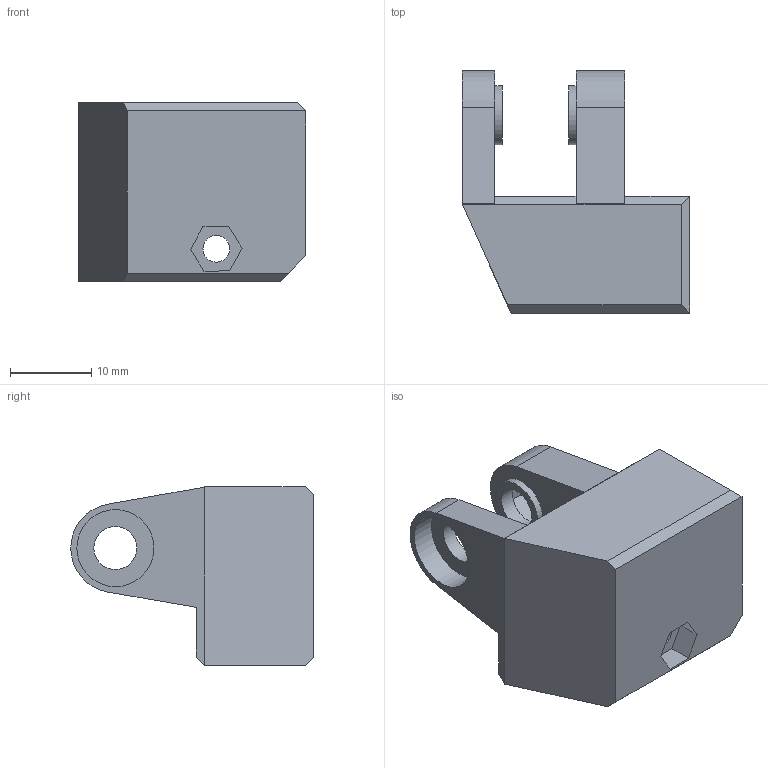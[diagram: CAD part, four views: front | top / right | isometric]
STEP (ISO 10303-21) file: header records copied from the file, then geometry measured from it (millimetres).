
FILE_DESCRIPTION(/* description */ (''),/* implementation_level */ '2;1');
FILE_NAME(/* name */ 'RailEnd.step',/* time_stamp */ '2025-07-16T12:37:15+02:00',/* author */ (''),/* organization */ (''),/* preprocessor_version */ 'ST-DEVELOPER v20.1',/* originating_system */ 'Autodesk Translation Framework v14.10.0.0',/* authorisation */ '');
FILE_SCHEMA (('AUTOMOTIVE_DESIGN { 1 0 10303 214 3 1 1 }'));
Length unit declared in the file: millimetre
Products named in the file (1): RailEnd
Bounding box: 28 x 29.9 x 22 mm (x, y, z)
Volume: 7183.6 mm3; surface area: 4348.6 mm2
Topology: 1 solids, 1 shells, 57 faces, 136 edges, 88 vertices
Faces by surface type: plane 47, cylinder 10
Full cylindrical faces by diameter (mm): 3.3 x2, 5.3 x2, 5.7 x1, 7.3 x2, 9.5 x1
Entity records: 1664 total; most frequent: CARTESIAN_POINT 282, ORIENTED_EDGE 272, DIRECTION 272, EDGE_CURVE 136, LINE 116, VECTOR 116, VERTEX_POINT 88, AXIS2_PLACEMENT_3D 78
